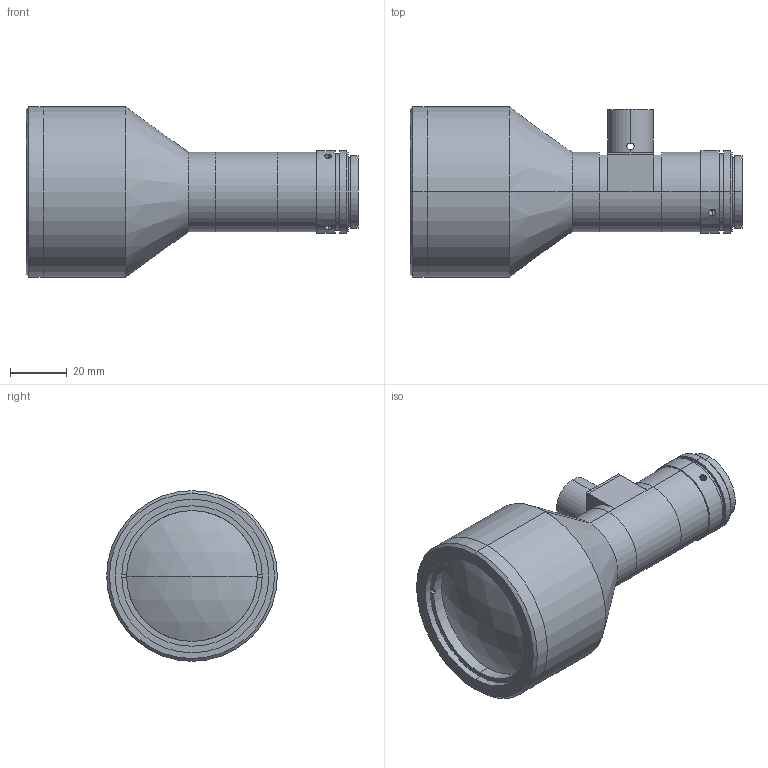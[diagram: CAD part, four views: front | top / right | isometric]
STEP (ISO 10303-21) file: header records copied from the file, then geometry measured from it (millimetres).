
FILE_DESCRIPTION (( 'STEP AP203' ), '1' );
FILE_NAME ('XF-5MDT0.25X110D.STEP', '2016-10-08T06:51:44', ( 'CMY' ), ( '' ), 'SwSTEP 2.0', 'SolidWorks 2014', '' );
FILE_SCHEMA (( 'CONFIG_CONTROL_DESIGN' ));
Length unit declared in the file: millimetre
Products named in the file (1): XF-5MDT0.25X110D
Bounding box: 116.75 x 60 x 60 mm (x, y, z)
Surface area: 26364.4 mm2 (no closed solid volume)
Topology: 0 solids, 11 shells, 110 faces, 286 edges, 191 vertices
Faces by surface type: cylinder 65, plane 37, cone 6, sphere 2
Entity records: 3829 total; most frequent: CARTESIAN_POINT 976, DIRECTION 634, ORIENTED_EDGE 494, EDGE_CURVE 286, AXIS2_PLACEMENT_3D 257, VERTEX_POINT 191, CIRCLE 146, EDGE_LOOP 137
